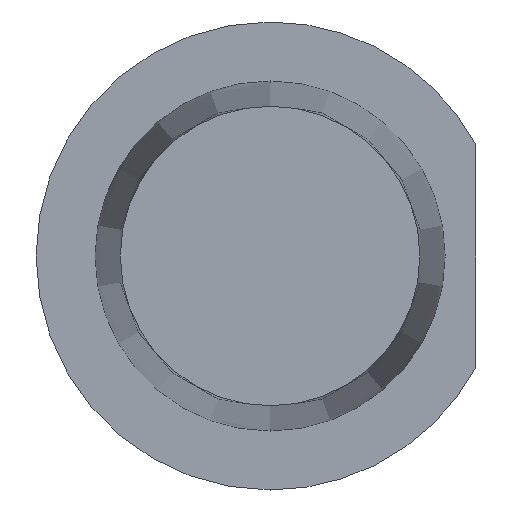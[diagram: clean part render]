
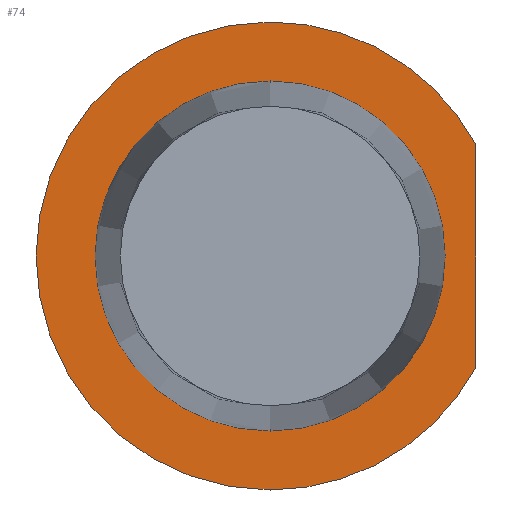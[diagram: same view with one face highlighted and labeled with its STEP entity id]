
A CAD part, front view. The second image highlights one B-rep face of the part: STEP entity #74.
In plain terms, the highlighted planar face has unit normal (0, -1, 0).
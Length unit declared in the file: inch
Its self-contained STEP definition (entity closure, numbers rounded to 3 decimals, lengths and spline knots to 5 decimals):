
#8 = VERTEX_POINT ( 'NONE', #247 ) ;
#12 = DIRECTION ( 'NONE',  ( 0., 0., 1. ) ) ;
#19 = DIRECTION ( 'NONE',  ( 0., 0., -1. ) ) ;
#21 = VERTEX_POINT ( 'NONE', #300 ) ;
#28 = DIRECTION ( 'NONE',  ( 0., 1., 0. ) ) ;
#30 = VERTEX_POINT ( 'NONE', #83 ) ;
#31 = VECTOR ( 'NONE', #19, 39.37008 ) ;
#33 = CARTESIAN_POINT ( 'NONE',  ( 0., 0.96, 0. ) ) ;
#35 = EDGE_LOOP ( 'NONE', ( #322, #39, #191, #177 ) ) ;
#36 = CARTESIAN_POINT ( 'NONE',  ( 0., 0.96, 0. ) ) ;
#37 = LINE ( 'NONE', #40, #31 ) ;
#39 = ORIENTED_EDGE ( 'NONE', *, *, #99, .F. ) ;
#40 = CARTESIAN_POINT ( 'NONE',  ( 0.10993, 0.96, 0. ) ) ;
#43 = ORIENTED_EDGE ( 'NONE', *, *, #222, .T. ) ;
#52 = DIRECTION ( 'NONE',  ( 0., -1., 0. ) ) ;
#53 = DIRECTION ( 'NONE',  ( 0., 0., 1. ) ) ;
#58 = CARTESIAN_POINT ( 'NONE',  ( 0., 0.96, 0. ) ) ;
#64 = DIRECTION ( 'NONE',  ( 0., 0., 1. ) ) ;
#74 = ADVANCED_FACE ( 'NONE', ( #104, #187 ), #171, .T. ) ;
#82 = CIRCLE ( 'NONE', #315, 0.125 ) ;
#83 = CARTESIAN_POINT ( 'NONE',  ( 0., 0.96, 0.0935 ) ) ;
#84 = EDGE_CURVE ( 'NONE', #30, #8, #273, .T. ) ;
#90 = CARTESIAN_POINT ( 'NONE',  ( 0., 0.96, -0.125 ) ) ;
#99 = EDGE_CURVE ( 'NONE', #294, #121, #126, .T. ) ;
#104 = FACE_OUTER_BOUND ( 'NONE', #35, .T. ) ;
#114 = DIRECTION ( 'NONE',  ( 0., 0., 1. ) ) ;
#116 = EDGE_LOOP ( 'NONE', ( #327, #43 ) ) ;
#121 = VERTEX_POINT ( 'NONE', #335 ) ;
#126 = CIRCLE ( 'NONE', #193, 0.125 ) ;
#131 = AXIS2_PLACEMENT_3D ( 'NONE', #140, #52, #205 ) ;
#137 = CARTESIAN_POINT ( 'NONE',  ( 0., 0.96, 0.125 ) ) ;
#140 = CARTESIAN_POINT ( 'NONE',  ( 0., 0.96, 0.0935 ) ) ;
#148 = CARTESIAN_POINT ( 'NONE',  ( 0., 0.96, 0. ) ) ;
#155 = AXIS2_PLACEMENT_3D ( 'NONE', #148, #307, #114 ) ;
#171 = PLANE ( 'NONE',  #131 ) ;
#177 = ORIENTED_EDGE ( 'NONE', *, *, #226, .F. ) ;
#180 = EDGE_CURVE ( 'NONE', #121, #21, #37, .T. ) ;
#181 = DIRECTION ( 'NONE',  ( 0., 0., 1. ) ) ;
#187 = FACE_BOUND ( 'NONE', #116, .T. ) ;
#191 = ORIENTED_EDGE ( 'NONE', *, *, #234, .F. ) ;
#193 = AXIS2_PLACEMENT_3D ( 'NONE', #58, #28, #12 ) ;
#205 = DIRECTION ( 'NONE',  ( 0., 0., -1. ) ) ;
#222 = EDGE_CURVE ( 'NONE', #8, #30, #233, .T. ) ;
#226 = EDGE_CURVE ( 'NONE', #21, #256, #82, .T. ) ;
#228 = DIRECTION ( 'NONE',  ( 0., 1., 0. ) ) ;
#233 = CIRCLE ( 'NONE', #336, 0.0935 ) ;
#234 = EDGE_CURVE ( 'NONE', #256, #294, #295, .T. ) ;
#235 = DIRECTION ( 'NONE',  ( 0., 1., 0. ) ) ;
#247 = CARTESIAN_POINT ( 'NONE',  ( 0., 0.96, -0.0935 ) ) ;
#256 = VERTEX_POINT ( 'NONE', #90 ) ;
#273 = CIRCLE ( 'NONE', #155, 0.0935 ) ;
#288 = CARTESIAN_POINT ( 'NONE',  ( 0., 0.96, 0. ) ) ;
#294 = VERTEX_POINT ( 'NONE', #137 ) ;
#295 = CIRCLE ( 'NONE', #308, 0.125 ) ;
#300 = CARTESIAN_POINT ( 'NONE',  ( 0.10993, 0.96, -0.0595 ) ) ;
#307 = DIRECTION ( 'NONE',  ( 0., 1., 0. ) ) ;
#308 = AXIS2_PLACEMENT_3D ( 'NONE', #288, #228, #53 ) ;
#315 = AXIS2_PLACEMENT_3D ( 'NONE', #33, #235, #64 ) ;
#322 = ORIENTED_EDGE ( 'NONE', *, *, #180, .F. ) ;
#327 = ORIENTED_EDGE ( 'NONE', *, *, #84, .T. ) ;
#335 = CARTESIAN_POINT ( 'NONE',  ( 0.10993, 0.96, 0.0595 ) ) ;
#336 = AXIS2_PLACEMENT_3D ( 'NONE', #36, #343, #181 ) ;
#343 = DIRECTION ( 'NONE',  ( 0., 1., 0. ) ) ;
